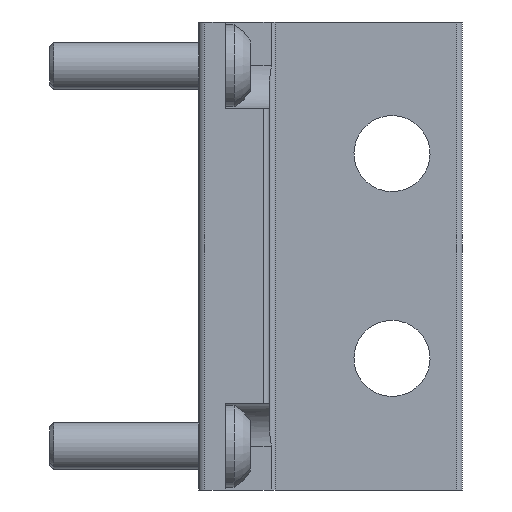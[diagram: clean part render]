
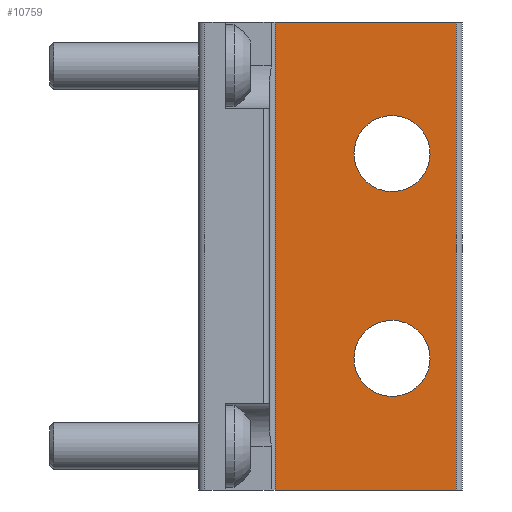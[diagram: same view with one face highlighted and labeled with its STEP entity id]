
A CAD part, left-side view. The second image highlights one B-rep face of the part: STEP entity #10759.
In plain terms, the highlighted planar face has unit normal (-1, 0, 0).
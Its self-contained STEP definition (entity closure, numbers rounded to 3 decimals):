
#10259=AXIS2_PLACEMENT_3D('Circle Axis2P3D',#10257,#10258,$) ;
#10283=AXIS2_PLACEMENT_3D('Circle Axis2P3D',#10281,#10282,$) ;
#10311=AXIS2_PLACEMENT_3D('Circle Axis2P3D',#10309,#10310,$) ;
#10335=AXIS2_PLACEMENT_3D('Circle Axis2P3D',#10333,#10334,$) ;
#10731=AXIS2_PLACEMENT_3D('Plane Axis2P3D',#10728,#10729,#10730) ;
#9362=CARTESIAN_POINT('Vertex',(-343.,-34.,32.)) ;
#9365=CARTESIAN_POINT('Line Origine',(-343.,-18.5,32.)) ;
#9369=CARTESIAN_POINT('Vertex',(-343.,-3.,32.)) ;
#9617=CARTESIAN_POINT('Line Origine',(-343.,-3.,72.)) ;
#9621=CARTESIAN_POINT('Vertex',(-343.,-3.,112.)) ;
#10254=CARTESIAN_POINT('Vertex',(-343.,-28.704,92.616)) ;
#10257=CARTESIAN_POINT('Axis2P3D Location',(-343.,-23.,89.5)) ;
#10261=CARTESIAN_POINT('Vertex',(-343.,-17.296,86.384)) ;
#10281=CARTESIAN_POINT('Axis2P3D Location',(-343.,-23.,89.5)) ;
#10306=CARTESIAN_POINT('Vertex',(-343.,-28.704,57.616)) ;
#10309=CARTESIAN_POINT('Axis2P3D Location',(-343.,-23.,54.5)) ;
#10313=CARTESIAN_POINT('Vertex',(-343.,-17.296,51.384)) ;
#10333=CARTESIAN_POINT('Axis2P3D Location',(-343.,-23.,54.5)) ;
#10728=CARTESIAN_POINT('Axis2P3D Location',(-343.,-2.,72.)) ;
#10733=CARTESIAN_POINT('Line Origine',(-343.,-34.,72.)) ;
#10737=CARTESIAN_POINT('Vertex',(-343.,-34.,112.)) ;
#10740=CARTESIAN_POINT('Line Origine',(-343.,-18.5,112.)) ;
#9366=DIRECTION('Vector Direction',(0.,-1.,0.)) ;
#9618=DIRECTION('Vector Direction',(0.,0.,1.)) ;
#10258=DIRECTION('Axis2P3D Direction',(-1.,0.,0.)) ;
#10282=DIRECTION('Axis2P3D Direction',(-1.,0.,0.)) ;
#10310=DIRECTION('Axis2P3D Direction',(-1.,0.,0.)) ;
#10334=DIRECTION('Axis2P3D Direction',(-1.,0.,0.)) ;
#10729=DIRECTION('Axis2P3D Direction',(-1.,0.,0.)) ;
#10730=DIRECTION('Axis2P3D XDirection',(0.,-1.,0.)) ;
#10734=DIRECTION('Vector Direction',(0.,0.,1.)) ;
#10741=DIRECTION('Vector Direction',(0.,-1.,0.)) ;
#9367=VECTOR('Line Direction',#9366,1.) ;
#9619=VECTOR('Line Direction',#9618,1.) ;
#10735=VECTOR('Line Direction',#10734,1.) ;
#10742=VECTOR('Line Direction',#10741,1.) ;
#10746=ORIENTED_EDGE('',*,*,#10739,.T.) ;
#10747=ORIENTED_EDGE('',*,*,#10744,.F.) ;
#10748=ORIENTED_EDGE('',*,*,#9623,.T.) ;
#10749=ORIENTED_EDGE('',*,*,#9371,.T.) ;
#10752=ORIENTED_EDGE('',*,*,#10337,.F.) ;
#10753=ORIENTED_EDGE('',*,*,#10315,.F.) ;
#10756=ORIENTED_EDGE('',*,*,#10285,.F.) ;
#10757=ORIENTED_EDGE('',*,*,#10263,.F.) ;
#10754=FACE_BOUND('',#10751,.T.) ;
#10758=FACE_BOUND('',#10755,.T.) ;
#10759=ADVANCED_FACE('RB0349001_1PA_001_04_N2_4000_FP_TERMINAL_SHORT.8\\PartBody',(#10750,#10754,#10758),#10732,.T.) ;
#10260=CIRCLE('generated circle',#10259,6.5) ;
#10284=CIRCLE('generated circle',#10283,6.5) ;
#10312=CIRCLE('generated circle',#10311,6.5) ;
#10336=CIRCLE('generated circle',#10335,6.5) ;
#9371=EDGE_CURVE('',#9370,#9363,#9368,.T.) ;
#9623=EDGE_CURVE('',#9622,#9370,#9620,.F.) ;
#10263=EDGE_CURVE('',#10255,#10262,#10260,.T.) ;
#10285=EDGE_CURVE('',#10262,#10255,#10284,.T.) ;
#10315=EDGE_CURVE('',#10307,#10314,#10312,.T.) ;
#10337=EDGE_CURVE('',#10314,#10307,#10336,.T.) ;
#10739=EDGE_CURVE('',#9363,#10738,#10736,.T.) ;
#10744=EDGE_CURVE('',#9622,#10738,#10743,.T.) ;
#10745=EDGE_LOOP('',(#10746,#10747,#10748,#10749)) ;
#10751=EDGE_LOOP('',(#10752,#10753)) ;
#10755=EDGE_LOOP('',(#10756,#10757)) ;
#10750=FACE_OUTER_BOUND('',#10745,.T.) ;
#9368=LINE('Line',#9365,#9367) ;
#9620=LINE('Line',#9617,#9619) ;
#10736=LINE('Line',#10733,#10735) ;
#10743=LINE('Line',#10740,#10742) ;
#10732=PLANE('',#10731) ;
#9363=VERTEX_POINT('',#9362) ;
#9370=VERTEX_POINT('',#9369) ;
#9622=VERTEX_POINT('',#9621) ;
#10255=VERTEX_POINT('',#10254) ;
#10262=VERTEX_POINT('',#10261) ;
#10307=VERTEX_POINT('',#10306) ;
#10314=VERTEX_POINT('',#10313) ;
#10738=VERTEX_POINT('',#10737) ;
